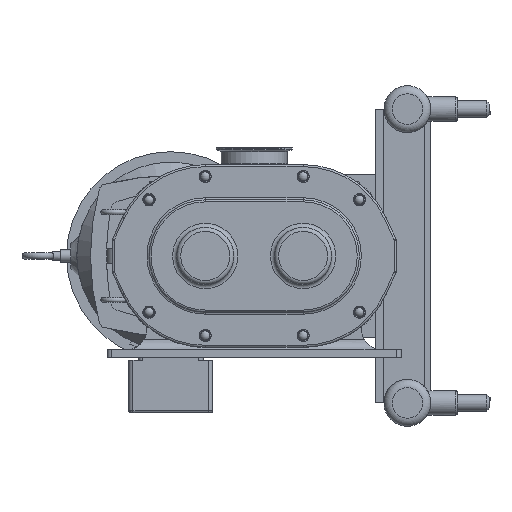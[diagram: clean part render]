
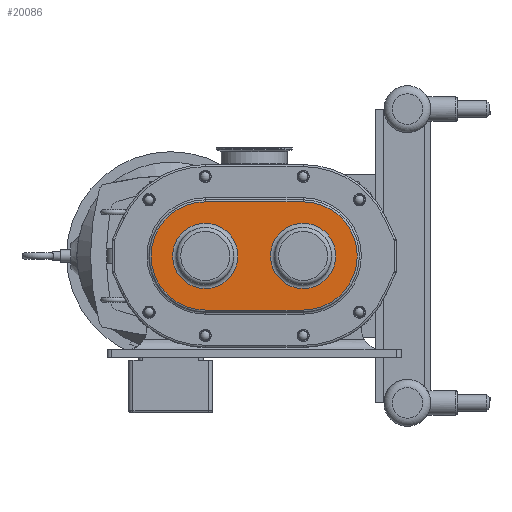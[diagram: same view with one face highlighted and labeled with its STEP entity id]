
A CAD part, left-side view. The second image highlights one B-rep face of the part: STEP entity #20086.
In plain terms, the highlighted planar face has unit normal (-1, 0, 0).
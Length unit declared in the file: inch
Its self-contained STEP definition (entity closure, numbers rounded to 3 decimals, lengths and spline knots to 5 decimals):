
#545=FACE_BOUND('',#4560,.T.);
#546=FACE_BOUND('',#4561,.T.);
#1772=CIRCLE('',#22008,2.);
#1773=CIRCLE('',#22010,3.315);
#1774=CIRCLE('',#22011,3.315);
#1775=CIRCLE('',#22012,2.);
#3334=FACE_OUTER_BOUND('',#4559,.T.);
#4559=EDGE_LOOP('',(#17401,#17402,#17403,#17404));
#4560=EDGE_LOOP('',(#17405));
#4561=EDGE_LOOP('',(#17406));
#6076=LINE('',#36923,#7551);
#6077=LINE('',#36927,#7552);
#7551=VECTOR('',#27165,0.3937);
#7552=VECTOR('',#27168,0.3937);
#9304=VERTEX_POINT('',#36917);
#9305=VERTEX_POINT('',#36921);
#9306=VERTEX_POINT('',#36922);
#9307=VERTEX_POINT('',#36924);
#9308=VERTEX_POINT('',#36926);
#9309=VERTEX_POINT('',#36929);
#12085=EDGE_CURVE('',#9304,#9304,#1772,.T.);
#12086=EDGE_CURVE('',#9305,#9306,#6076,.T.);
#12087=EDGE_CURVE('',#9307,#9305,#1773,.T.);
#12088=EDGE_CURVE('',#9308,#9307,#6077,.T.);
#12089=EDGE_CURVE('',#9306,#9308,#1774,.T.);
#12090=EDGE_CURVE('',#9309,#9309,#1775,.T.);
#17401=ORIENTED_EDGE('',*,*,#12086,.F.);
#17402=ORIENTED_EDGE('',*,*,#12087,.F.);
#17403=ORIENTED_EDGE('',*,*,#12088,.F.);
#17404=ORIENTED_EDGE('',*,*,#12089,.F.);
#17405=ORIENTED_EDGE('',*,*,#12090,.F.);
#17406=ORIENTED_EDGE('',*,*,#12085,.F.);
#19090=PLANE('',#22009);
#20086=ADVANCED_FACE('',(#3334,#545,#546),#19090,.T.);
#22008=AXIS2_PLACEMENT_3D('',#36919,#27161,#27162);
#22009=AXIS2_PLACEMENT_3D('',#36920,#27163,#27164);
#22010=AXIS2_PLACEMENT_3D('',#36925,#27166,#27167);
#22011=AXIS2_PLACEMENT_3D('',#36928,#27169,#27170);
#22012=AXIS2_PLACEMENT_3D('',#36930,#27171,#27172);
#27161=DIRECTION('center_axis',(-1.,0.,0.));
#27162=DIRECTION('ref_axis',(0.,0.,1.));
#27163=DIRECTION('center_axis',(-1.,0.,0.));
#27164=DIRECTION('ref_axis',(0.,0.,-1.));
#27165=DIRECTION('',(0.,-1.,0.));
#27166=DIRECTION('center_axis',(1.,0.,0.));
#27167=DIRECTION('ref_axis',(0.,1.,0.));
#27168=DIRECTION('',(0.,1.,0.));
#27169=DIRECTION('center_axis',(1.,0.,0.));
#27170=DIRECTION('ref_axis',(0.,-1.,0.));
#27171=DIRECTION('center_axis',(-1.,0.,0.));
#27172=DIRECTION('ref_axis',(0.,0.,1.));
#36917=CARTESIAN_POINT('',(-1.555,3.,-2.));
#36919=CARTESIAN_POINT('Origin',(-1.555,3.,0.));
#36920=CARTESIAN_POINT('Origin',(-1.555,0.,0.));
#36921=CARTESIAN_POINT('',(-1.555,3.,3.315));
#36922=CARTESIAN_POINT('',(-1.555,-3.,3.315));
#36923=CARTESIAN_POINT('',(-1.555,-1.5,3.315));
#36924=CARTESIAN_POINT('',(-1.555,3.,-3.315));
#36925=CARTESIAN_POINT('Origin',(-1.555,3.,0.));
#36926=CARTESIAN_POINT('',(-1.555,-3.,-3.315));
#36927=CARTESIAN_POINT('',(-1.555,1.5,-3.315));
#36928=CARTESIAN_POINT('Origin',(-1.555,-3.,0.));
#36929=CARTESIAN_POINT('',(-1.555,-3.,-2.));
#36930=CARTESIAN_POINT('Origin',(-1.555,-3.,0.));
